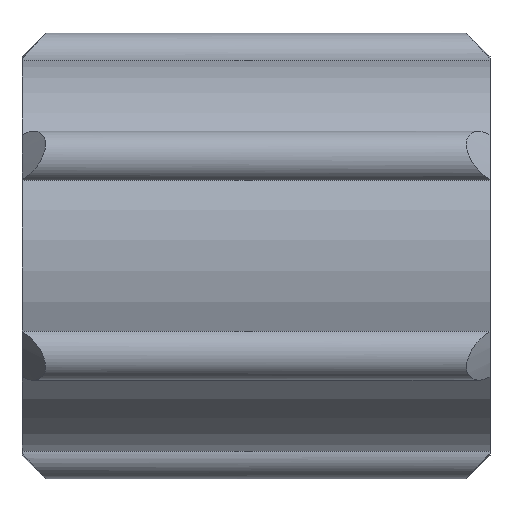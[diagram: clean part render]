
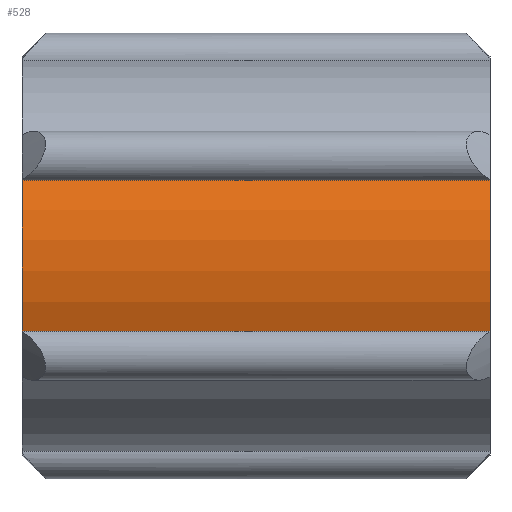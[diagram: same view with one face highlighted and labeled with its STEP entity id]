
A CAD part, top view. The second image highlights one B-rep face of the part: STEP entity #528.
In plain terms, the highlighted cylindrical face has radius 4 mm (diameter 8 mm), a partial arc.
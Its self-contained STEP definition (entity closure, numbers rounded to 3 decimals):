
#36=LINE('',#963,#48);
#38=LINE('',#973,#50);
#48=VECTOR('',#768,1000.);
#50=VECTOR('',#772,1000.);
#73=CYLINDRICAL_SURFACE('',#624,4.);
#145=ORIENTED_EDGE('',*,*,#284,.T.);
#146=ORIENTED_EDGE('',*,*,#301,.F.);
#147=ORIENTED_EDGE('',*,*,#262,.F.);
#148=ORIENTED_EDGE('',*,*,#298,.T.);
#262=EDGE_CURVE('',#342,#343,#398,.T.);
#284=EDGE_CURVE('',#365,#364,#420,.T.);
#298=EDGE_CURVE('',#342,#365,#36,.T.);
#301=EDGE_CURVE('',#343,#364,#38,.T.);
#342=VERTEX_POINT('',#884);
#343=VERTEX_POINT('',#886);
#364=VERTEX_POINT('',#929);
#365=VERTEX_POINT('',#931);
#398=CIRCLE('',#587,4.);
#420=CIRCLE('',#610,4.);
#444=EDGE_LOOP('',(#145,#146,#147,#148));
#486=FACE_BOUND('',#444,.T.);
#528=ADVANCED_FACE('',(#486),#73,.T.);
#587=AXIS2_PLACEMENT_3D('',#885,#694,#695);
#610=AXIS2_PLACEMENT_3D('',#930,#740,#741);
#624=AXIS2_PLACEMENT_3D('',#972,#770,#771);
#694=DIRECTION('',(1.,0.,0.));
#695=DIRECTION('',(0.,0.,-1.));
#740=DIRECTION('',(1.,0.,0.));
#741=DIRECTION('',(0.,0.,-1.));
#768=DIRECTION('',(-1.,0.,0.));
#770=DIRECTION('',(-1.,0.,0.));
#771=DIRECTION('',(0.,0.,1.));
#772=DIRECTION('',(-1.,0.,0.));
#884=CARTESIAN_POINT('',(9.5,1.529,3.696));
#885=CARTESIAN_POINT('',(9.5,0.,0.));
#886=CARTESIAN_POINT('',(9.5,-1.529,3.696));
#929=CARTESIAN_POINT('',(0.,-1.529,3.696));
#930=CARTESIAN_POINT('',(0.,0.,0.));
#931=CARTESIAN_POINT('',(0.,1.529,3.696));
#963=CARTESIAN_POINT('',(9.5,1.529,3.696));
#972=CARTESIAN_POINT('',(9.5,0.,0.));
#973=CARTESIAN_POINT('',(9.5,-1.529,3.696));
